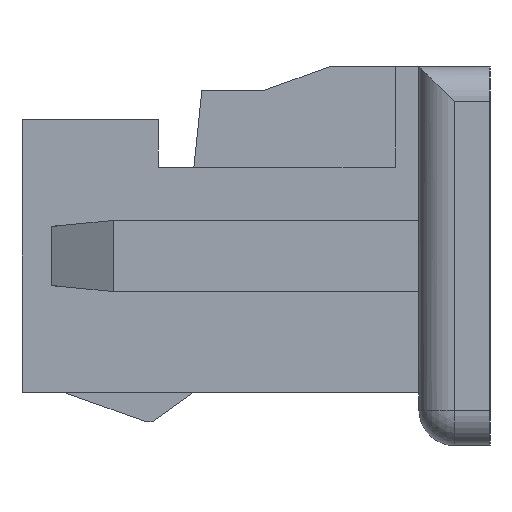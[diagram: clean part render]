
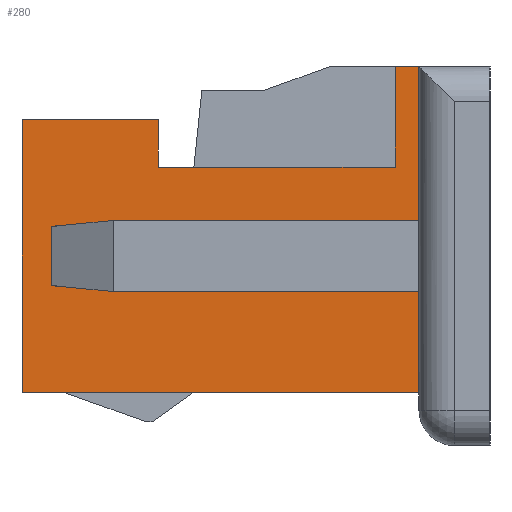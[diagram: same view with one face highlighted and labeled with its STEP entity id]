
A CAD part, left-side view. The second image highlights one B-rep face of the part: STEP entity #280.
In plain terms, the highlighted planar face has unit normal (-1, 0, 0).
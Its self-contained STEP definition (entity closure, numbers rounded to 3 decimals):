
#76=FACE_OUTER_BOUND('',#691,.T.);
#280=ADVANCED_FACE('',(#76),#485,.F.);
#485=PLANE('',#3890);
#691=EDGE_LOOP('',(#1102,#1103,#1104,#1105,#1106,#1107,#1108,#1109,#1110,
#1111,#1112,#1113));
#1102=ORIENTED_EDGE('',*,*,#2475,.F.);
#1103=ORIENTED_EDGE('',*,*,#2476,.F.);
#1104=ORIENTED_EDGE('',*,*,#2477,.T.);
#1105=ORIENTED_EDGE('',*,*,#2465,.F.);
#1106=ORIENTED_EDGE('',*,*,#2379,.F.);
#1107=ORIENTED_EDGE('',*,*,#2461,.F.);
#1108=ORIENTED_EDGE('',*,*,#2453,.F.);
#1109=ORIENTED_EDGE('',*,*,#2352,.F.);
#1110=ORIENTED_EDGE('',*,*,#2328,.F.);
#1111=ORIENTED_EDGE('',*,*,#2357,.F.);
#1112=ORIENTED_EDGE('',*,*,#2307,.F.);
#1113=ORIENTED_EDGE('',*,*,#2469,.F.);
#1969=VERTEX_POINT('',#5087);
#1970=VERTEX_POINT('',#5089);
#1990=VERTEX_POINT('',#5130);
#1991=VERTEX_POINT('',#5132);
#2011=VERTEX_POINT('',#5180);
#2031=VERTEX_POINT('',#5228);
#2032=VERTEX_POINT('',#5230);
#2090=VERTEX_POINT('',#5372);
#2094=VERTEX_POINT('',#5392);
#2097=VERTEX_POINT('',#5398);
#2102=VERTEX_POINT('',#5411);
#2103=VERTEX_POINT('',#5413);
#2307=EDGE_CURVE('',#1969,#1970,#2842,.T.);
#2328=EDGE_CURVE('',#1990,#1991,#2863,.T.);
#2352=EDGE_CURVE('',#1991,#2011,#2887,.T.);
#2357=EDGE_CURVE('',#1970,#1990,#2892,.T.);
#2379=EDGE_CURVE('',#2031,#2032,#2914,.T.);
#2453=EDGE_CURVE('',#2011,#2090,#2988,.T.);
#2461=EDGE_CURVE('',#2090,#2031,#2996,.T.);
#2465=EDGE_CURVE('',#2032,#2094,#3000,.T.);
#2469=EDGE_CURVE('',#2097,#1969,#3004,.T.);
#2475=EDGE_CURVE('',#2102,#2097,#3010,.T.);
#2476=EDGE_CURVE('',#2103,#2102,#3011,.T.);
#2477=EDGE_CURVE('',#2103,#2094,#3012,.T.);
#2842=LINE('',#5088,#3365);
#2863=LINE('',#5131,#3386);
#2887=LINE('',#5179,#3410);
#2892=LINE('',#5188,#3415);
#2914=LINE('',#5229,#3437);
#2988=LINE('',#5371,#3511);
#2996=LINE('',#5384,#3519);
#3000=LINE('',#5391,#3523);
#3004=LINE('',#5399,#3527);
#3010=LINE('',#5410,#3533);
#3011=LINE('',#5412,#3534);
#3012=LINE('',#5414,#3535);
#3365=VECTOR('',#4108,1.);
#3386=VECTOR('',#4131,1.);
#3410=VECTOR('',#4163,1.);
#3415=VECTOR('',#4170,1.);
#3437=VECTOR('',#4194,1.);
#3511=VECTOR('',#4288,1.);
#3519=VECTOR('',#4302,1.);
#3523=VECTOR('',#4308,1.);
#3527=VECTOR('',#4312,1.);
#3533=VECTOR('',#4320,1.);
#3534=VECTOR('',#4321,1.);
#3535=VECTOR('',#4322,1.);
#3890=AXIS2_PLACEMENT_3D('',#5415,#4323,#4324);
#4108=DIRECTION('',(0.,1.,0.));
#4131=DIRECTION('',(0.,-1.,0.));
#4163=DIRECTION('',(0.,0.,-1.));
#4170=DIRECTION('',(0.,0.,1.));
#4194=DIRECTION('',(0.,-1.,0.));
#4288=DIRECTION('',(0.,-1.,0.));
#4302=DIRECTION('',(0.,0.,1.));
#4308=DIRECTION('',(0.,0.,-1.));
#4312=DIRECTION('',(0.,0.,-1.));
#4320=DIRECTION('',(0.,-1.,0.));
#4321=DIRECTION('',(0.,0.,-1.));
#4322=DIRECTION('',(0.,-1.,0.));
#4323=DIRECTION('',(1.,0.,0.));
#4324=DIRECTION('',(0.,0.,-1.));
#5087=CARTESIAN_POINT('',(-2.725,0.6,0.45));
#5088=CARTESIAN_POINT('',(-2.725,0.6,0.45));
#5089=CARTESIAN_POINT('',(-2.725,3.95,0.45));
#5130=CARTESIAN_POINT('',(-2.725,3.95,2.75));
#5131=CARTESIAN_POINT('',(-2.725,3.95,2.75));
#5132=CARTESIAN_POINT('',(-2.725,2.8,2.75));
#5179=CARTESIAN_POINT('',(-2.725,2.8,2.75));
#5180=CARTESIAN_POINT('',(-2.725,2.8,2.35));
#5188=CARTESIAN_POINT('',(-2.725,3.95,0.45));
#5228=CARTESIAN_POINT('',(-2.725,0.8,3.2));
#5229=CARTESIAN_POINT('',(-2.725,0.8,3.2));
#5230=CARTESIAN_POINT('',(-2.725,0.6,3.2));
#5371=CARTESIAN_POINT('',(-2.725,2.8,2.35));
#5372=CARTESIAN_POINT('',(-2.725,0.8,2.35));
#5384=CARTESIAN_POINT('',(-2.725,0.8,2.35));
#5391=CARTESIAN_POINT('',(-2.725,0.6,3.2));
#5392=CARTESIAN_POINT('',(-2.725,0.6,1.85));
#5398=CARTESIAN_POINT('',(-2.725,0.6,1.35));
#5399=CARTESIAN_POINT('',(-2.725,0.6,3.2));
#5410=CARTESIAN_POINT('',(-2.725,3.7,1.35));
#5411=CARTESIAN_POINT('',(-2.725,3.7,1.35));
#5412=CARTESIAN_POINT('',(-2.725,3.7,1.85));
#5413=CARTESIAN_POINT('',(-2.725,3.7,1.85));
#5414=CARTESIAN_POINT('',(-2.725,3.7,1.85));
#5415=CARTESIAN_POINT('',(-2.725,0.,0.));
